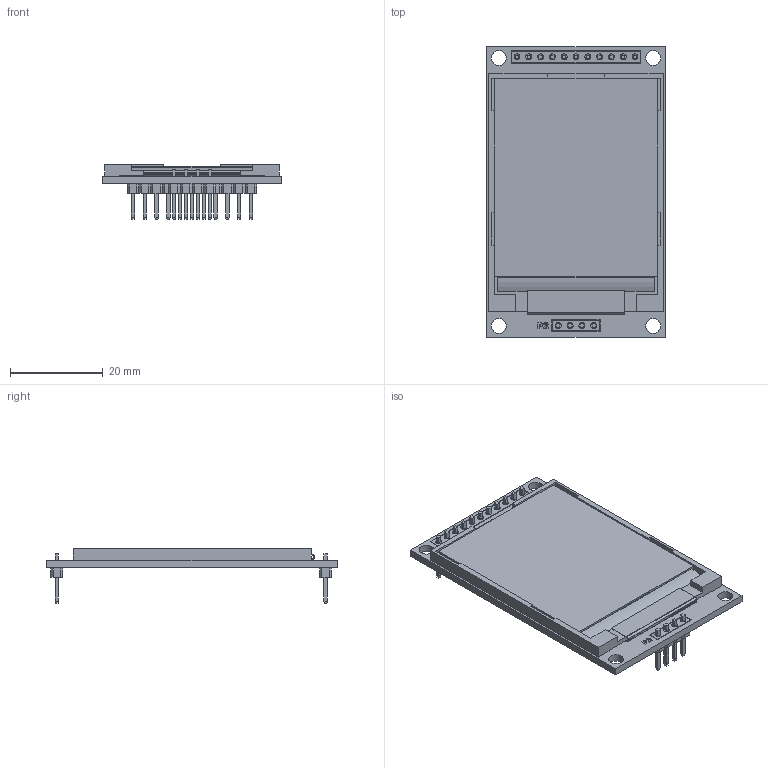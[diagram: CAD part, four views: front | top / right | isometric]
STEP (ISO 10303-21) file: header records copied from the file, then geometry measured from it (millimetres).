
FILE_DESCRIPTION(/* description */ ('Unknown'),/* implementation_level */ '2;1');
FILE_NAME(/* name */ '2.0 LCD TFT Module - Without Glass',/* time_stamp */ '2018-10-29T16:25:21-04:00',/* author */ ('Unknown'),/* organization */ ('Unknown'),/* preprocessor_version */ 'ST-DEVELOPER v16.7',/* originating_system */ 'DEX',/* authorisation */ $);
FILE_SCHEMA (('AUTOMOTIVE_DESIGN {1 0 10303 214 3 1 1}'));
Length unit declared in the file: millimetre
Products named in the file (1): 2.0 LCD TFT Module - Without Glass
Bounding box: 38.46 x 62.53 x 11.81 mm (x, y, z)
Volume: 7870.9 mm3; surface area: 9866.5 mm2
Topology: 1 solids, 21 shells, 978 faces, 2397 edges, 1578 vertices
Faces by surface type: plane 839, bspline 115, cylinder 24
Full cylindrical faces by diameter (mm): 1.27 x15, 3.226 x4
Entity records: 42129 total; most frequent: CARTESIAN_POINT 14348, ORIENTED_EDGE 4732, DIRECTION 3244, EDGE_CURVE 2366, VERTEX_POINT 1574, LINE 1416, VECTOR 1416, EDGE_LOOP 1146
